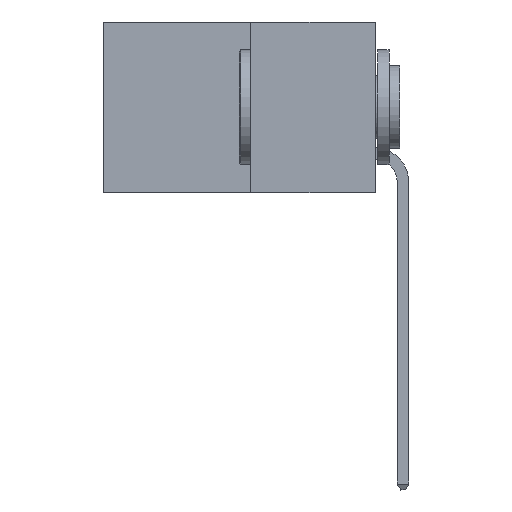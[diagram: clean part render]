
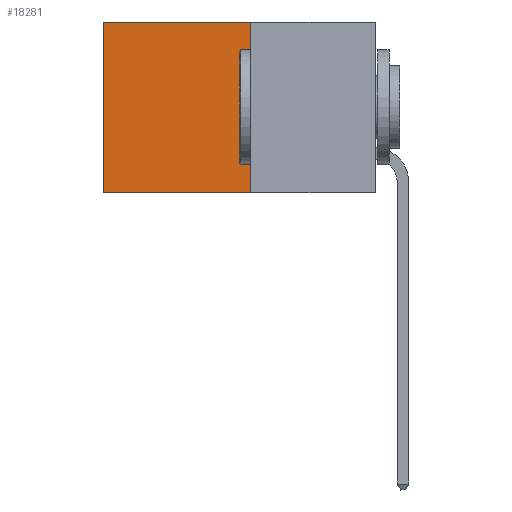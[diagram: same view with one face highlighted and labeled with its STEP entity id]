
A CAD part, left-side view. The second image highlights one B-rep face of the part: STEP entity #18281.
In plain terms, the highlighted planar face has unit normal (-1, 0, 0).
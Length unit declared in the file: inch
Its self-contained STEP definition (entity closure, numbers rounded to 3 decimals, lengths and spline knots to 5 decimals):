
#587 = DIRECTION ( 'NONE',  ( 0., 0., -1. ) ) ;
#854 = EDGE_CURVE ( 'NONE', #12632, #20485, #14166, .T. ) ;
#2193 = VECTOR ( 'NONE', #11772, 39.37008 ) ;
#2331 = LINE ( 'NONE', #21885, #20537 ) ;
#5546 = EDGE_CURVE ( 'NONE', #13130, #20933, #30574, .T. ) ;
#7397 = CARTESIAN_POINT ( 'NONE',  ( 0.277, 0.59, -0.37 ) ) ;
#7796 = EDGE_CURVE ( 'NONE', #13130, #12632, #2331, .T. ) ;
#8557 = ORIENTED_EDGE ( 'NONE', *, *, #23828, .T. ) ;
#9367 = CARTESIAN_POINT ( 'NONE',  ( 0.277, 0.27, -0.37 ) ) ;
#9800 = DIRECTION ( 'NONE',  ( 0., 0., -1. ) ) ;
#11690 = DIRECTION ( 'NONE',  ( 0., 0., -1. ) ) ;
#11772 = DIRECTION ( 'NONE',  ( 0., 1., 0. ) ) ;
#12632 = VERTEX_POINT ( 'NONE', #20411 ) ;
#13130 = VERTEX_POINT ( 'NONE', #14312 ) ;
#13166 = ORIENTED_EDGE ( 'NONE', *, *, #5546, .T. ) ;
#13342 = CARTESIAN_POINT ( 'NONE',  ( 0.277, 0.59, -0.37 ) ) ;
#13384 = LINE ( 'NONE', #7397, #25142 ) ;
#14166 = LINE ( 'NONE', #9367, #2193 ) ;
#14312 = CARTESIAN_POINT ( 'NONE',  ( 0.277, 0.27, 0. ) ) ;
#17437 = DIRECTION ( 'NONE',  ( 0., 1., 0. ) ) ;
#17461 = CARTESIAN_POINT ( 'NONE',  ( 0.277, 0.27, 0. ) ) ;
#17589 = ORIENTED_EDGE ( 'NONE', *, *, #854, .F. ) ;
#18281 = ADVANCED_FACE ( 'NONE', ( #29570 ), #18582, .F. ) ;
#18582 = PLANE ( 'NONE',  #23959 ) ;
#18788 = ORIENTED_EDGE ( 'NONE', *, *, #7796, .F. ) ;
#19574 = CARTESIAN_POINT ( 'NONE',  ( 0.277, 0.59, 0. ) ) ;
#20411 = CARTESIAN_POINT ( 'NONE',  ( 0.277, 0.27, -0.37 ) ) ;
#20485 = VERTEX_POINT ( 'NONE', #13342 ) ;
#20537 = VECTOR ( 'NONE', #587, 39.37008 ) ;
#20933 = VERTEX_POINT ( 'NONE', #19574 ) ;
#21885 = CARTESIAN_POINT ( 'NONE',  ( 0.277, 0.27, -0.37 ) ) ;
#23465 = CARTESIAN_POINT ( 'NONE',  ( 0.277, 0.27, -0.37 ) ) ;
#23828 = EDGE_CURVE ( 'NONE', #20933, #20485, #13384, .T. ) ;
#23959 = AXIS2_PLACEMENT_3D ( 'NONE', #23465, #25781, #11690 ) ;
#24520 = EDGE_LOOP ( 'NONE', ( #8557, #17589, #18788, #13166 ) ) ;
#25097 = VECTOR ( 'NONE', #17437, 39.37008 ) ;
#25142 = VECTOR ( 'NONE', #9800, 39.37008 ) ;
#25781 = DIRECTION ( 'NONE',  ( 1., 0., 0. ) ) ;
#29570 = FACE_OUTER_BOUND ( 'NONE', #24520, .T. ) ;
#30574 = LINE ( 'NONE', #17461, #25097 ) ;
